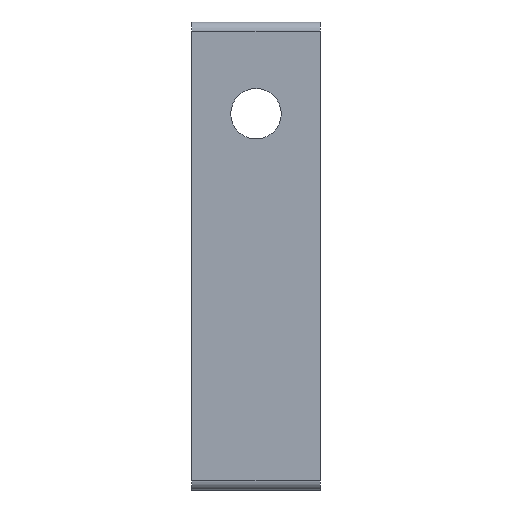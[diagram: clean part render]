
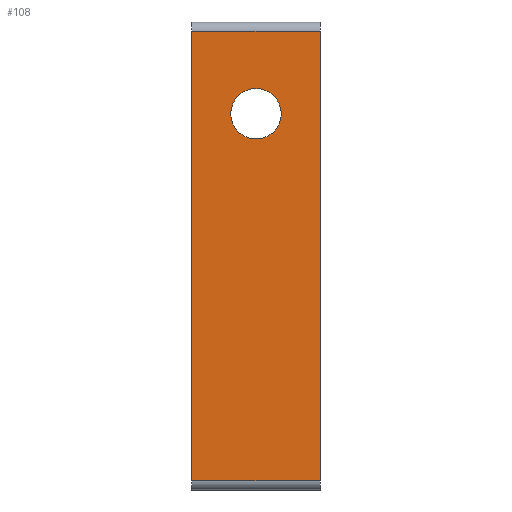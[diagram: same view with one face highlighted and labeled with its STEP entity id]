
A CAD part, front view. The second image highlights one B-rep face of the part: STEP entity #108.
In plain terms, the highlighted planar face has unit normal (0, -1, 0).
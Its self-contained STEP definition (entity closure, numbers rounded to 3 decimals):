
#108 = ADVANCED_FACE( '', ( #189, #190 ), #191, .T. );
#189 = FACE_BOUND( '', #287, .T. );
#190 = FACE_OUTER_BOUND( '', #288, .T. );
#191 = PLANE( '', #289 );
#287 = EDGE_LOOP( '', ( #587, #588 ) );
#288 = EDGE_LOOP( '', ( #589, #590, #591, #592 ) );
#289 = AXIS2_PLACEMENT_3D( '', #593, #594, #595 );
#587 = ORIENTED_EDGE( '', *, *, #740, .T. );
#588 = ORIENTED_EDGE( '', *, *, #741, .T. );
#589 = ORIENTED_EDGE( '', *, *, #771, .T. );
#590 = ORIENTED_EDGE( '', *, *, #816, .F. );
#591 = ORIENTED_EDGE( '', *, *, #817, .F. );
#592 = ORIENTED_EDGE( '', *, *, #818, .T. );
#593 = CARTESIAN_POINT( '', ( 7., 0., 50. ) );
#594 = DIRECTION( '', ( 0., -1., 0. ) );
#595 = DIRECTION( '', ( 0., 0., 1. ) );
#740 = EDGE_CURVE( '', #886, #890, #892, .T. );
#741 = EDGE_CURVE( '', #890, #886, #893, .T. );
#771 = EDGE_CURVE( '', #945, #946, #947, .T. );
#816 = EDGE_CURVE( '', #1016, #946, #1017, .T. );
#817 = EDGE_CURVE( '', #1018, #1016, #1019, .T. );
#818 = EDGE_CURVE( '', #1018, #945, #1020, .T. );
#886 = VERTEX_POINT( '', #1145 );
#890 = VERTEX_POINT( '', #1150 );
#892 = CIRCLE( '', #1153, 2.75 );
#893 = CIRCLE( '', #1154, 2.75 );
#945 = VERTEX_POINT( '', #1252 );
#946 = VERTEX_POINT( '', #1253 );
#947 = LINE( '', #1254, #1255 );
#1016 = VERTEX_POINT( '', #1355 );
#1017 = LINE( '', #1356, #1357 );
#1018 = VERTEX_POINT( '', #1358 );
#1019 = LINE( '', #1359, #1360 );
#1020 = LINE( '', #1361, #1362 );
#1145 = CARTESIAN_POINT( '', ( 2.75, 0., 41. ) );
#1150 = CARTESIAN_POINT( '', ( -2.75, 0., 41. ) );
#1153 = AXIS2_PLACEMENT_3D( '', #1456, #1457, #1458 );
#1154 = AXIS2_PLACEMENT_3D( '', #1459, #1460, #1461 );
#1252 = CARTESIAN_POINT( '', ( -7., 0., 50. ) );
#1253 = CARTESIAN_POINT( '', ( -7., 0., 1. ) );
#1254 = CARTESIAN_POINT( '', ( -7., 0., 50. ) );
#1255 = VECTOR( '', #1517, 1. );
#1355 = CARTESIAN_POINT( '', ( 7., 0., 1. ) );
#1356 = CARTESIAN_POINT( '', ( 7., 0., 1. ) );
#1357 = VECTOR( '', #1588, 1. );
#1358 = CARTESIAN_POINT( '', ( 7., 0., 50. ) );
#1359 = CARTESIAN_POINT( '', ( 7., 0., 50. ) );
#1360 = VECTOR( '', #1589, 1. );
#1361 = CARTESIAN_POINT( '', ( 7., 0., 50. ) );
#1362 = VECTOR( '', #1590, 1. );
#1456 = CARTESIAN_POINT( '', ( 0., 0., 41. ) );
#1457 = DIRECTION( '', ( 0., 1., 0. ) );
#1458 = DIRECTION( '', ( 1., 0., 0. ) );
#1459 = CARTESIAN_POINT( '', ( 0., 0., 41. ) );
#1460 = DIRECTION( '', ( 0., 1., 0. ) );
#1461 = DIRECTION( '', ( 1., 0., 0. ) );
#1517 = DIRECTION( '', ( 0., 0., -1. ) );
#1588 = DIRECTION( '', ( -1., 0., 0. ) );
#1589 = DIRECTION( '', ( 0., 0., -1. ) );
#1590 = DIRECTION( '', ( -1., 0., 0. ) );
